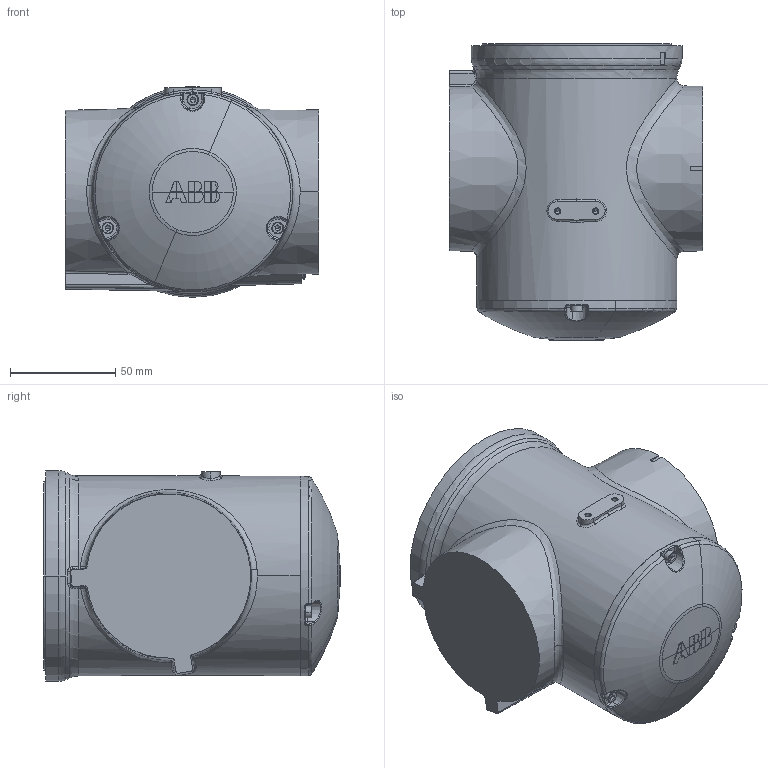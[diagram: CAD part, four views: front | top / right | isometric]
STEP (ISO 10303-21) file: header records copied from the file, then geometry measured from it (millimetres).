
FILE_DESCRIPTION (( 'STEP AP203' ), '1' );
FILE_NAME ('IRB_1010_ELO3_Valor predeterminado_sldprt.STEP', '2025-05-07T14:51:45', ( '' ), ( '' ), 'SwSTEP 2.0', 'SolidWorks 2023', '' );
FILE_SCHEMA (( 'CONFIG_CONTROL_DESIGN' ));
Length unit declared in the file: mil
Products named in the file (1): IRB_1010_ELO3_Valor predeterminado_sldprt
Bounding box: 120.3 x 140.86 x 100 mm (x, y, z)
Volume: 1117268.6 mm3; surface area: 65731.1 mm2
Topology: 1 solids, 1 shells, 337 faces, 818 edges, 497 vertices
Faces by surface type: plane 141, bspline 79, cylinder 45, cone 39, torus 31, sphere 2
Entity records: 16175 total; most frequent: CARTESIAN_POINT 8814, ORIENTED_EDGE 1610, DIRECTION 1405, EDGE_CURVE 805, AXIS2_PLACEMENT_3D 551, VERTEX_POINT 496, EDGE_LOOP 363, FACE_OUTER_BOUND 337
